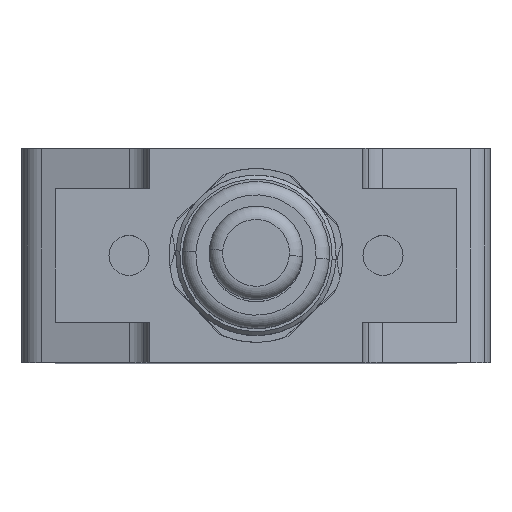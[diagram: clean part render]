
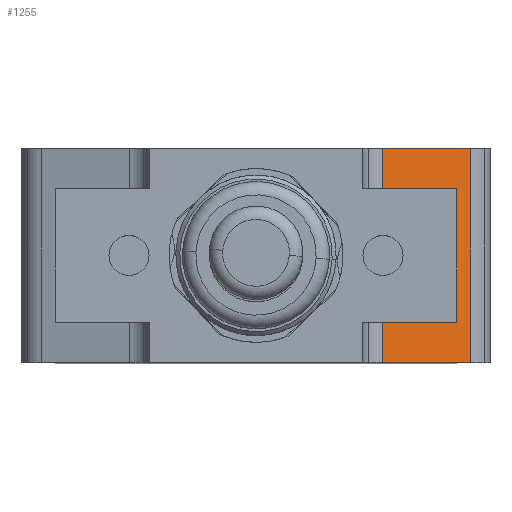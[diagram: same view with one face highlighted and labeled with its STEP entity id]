
A CAD part, top view. The second image highlights one B-rep face of the part: STEP entity #1255.
In plain terms, the highlighted planar face has unit normal (0.278, 0, 0.961).
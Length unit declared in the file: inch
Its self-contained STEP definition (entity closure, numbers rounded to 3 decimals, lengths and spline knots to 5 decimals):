
#190 = ORIENTED_EDGE ( 'NONE', *, *, #10838, .F. ) ;
#286 = VERTEX_POINT ( 'NONE', #386 ) ;
#386 = CARTESIAN_POINT ( 'NONE',  ( 0.37181, -0.62992, 0.25914 ) ) ;
#888 = DIRECTION ( 'NONE',  ( -0.961, 0., 0.278 ) ) ;
#1170 = ORIENTED_EDGE ( 'NONE', *, *, #5443, .F. ) ;
#1182 = VERTEX_POINT ( 'NONE', #8644 ) ;
#1255 = ADVANCED_FACE ( 'NONE', ( #4923 ), #7054, .T. ) ;
#1297 = LINE ( 'NONE', #7606, #6501 ) ;
#1615 = EDGE_CURVE ( 'NONE', #9941, #10763, #7414, .T. ) ;
#1881 = LINE ( 'NONE', #2324, #4555 ) ;
#2190 = VECTOR ( 'NONE', #12185, 39.37008 ) ;
#2316 = ORIENTED_EDGE ( 'NONE', *, *, #7383, .T. ) ;
#2324 = CARTESIAN_POINT ( 'NONE',  ( 0.59055, -0.11811, 0.19581 ) ) ;
#2851 = DIRECTION ( 'NONE',  ( 0., -1., 0. ) ) ;
#3010 = ORIENTED_EDGE ( 'NONE', *, *, #10995, .F. ) ;
#3383 = EDGE_CURVE ( 'NONE', #6517, #9941, #1881, .T. ) ;
#3434 = LINE ( 'NONE', #9268, #8798 ) ;
#3733 = CARTESIAN_POINT ( 'NONE',  ( 0.37181, -0.62992, 0.25914 ) ) ;
#3788 = VECTOR ( 'NONE', #888, 39.37008 ) ;
#3966 = AXIS2_PLACEMENT_3D ( 'NONE', #5065, #4078, #9797 ) ;
#4054 = EDGE_LOOP ( 'NONE', ( #11671, #11769, #2316, #10345, #6718, #1170, #190, #3010 ) ) ;
#4078 = DIRECTION ( 'NONE',  ( 0.278, 0., 0.961 ) ) ;
#4178 = DIRECTION ( 'NONE',  ( -0.961, 0., 0.278 ) ) ;
#4254 = CARTESIAN_POINT ( 'NONE',  ( 0.59055, -0.51181, 0.19581 ) ) ;
#4541 = EDGE_CURVE ( 'NONE', #6720, #11342, #8984, .T. ) ;
#4555 = VECTOR ( 'NONE', #4178, 39.37008 ) ;
#4588 = CARTESIAN_POINT ( 'NONE',  ( 0.37181, 0., 0.25914 ) ) ;
#4750 = VECTOR ( 'NONE', #7404, 39.37008 ) ;
#4923 = FACE_OUTER_BOUND ( 'NONE', #4054, .T. ) ;
#4935 = VECTOR ( 'NONE', #2851, 39.37008 ) ;
#5065 = CARTESIAN_POINT ( 'NONE',  ( 0.50197, 0., 0.22146 ) ) ;
#5316 = LINE ( 'NONE', #5378, #2190 ) ;
#5317 = DIRECTION ( 'NONE',  ( -0.961, 0., 0.278 ) ) ;
#5378 = CARTESIAN_POINT ( 'NONE',  ( 0.37181, 0., 0.25914 ) ) ;
#5443 = EDGE_CURVE ( 'NONE', #1182, #286, #3434, .T. ) ;
#6029 = CARTESIAN_POINT ( 'NONE',  ( 0.37181, -0.51181, 0.25914 ) ) ;
#6396 = VECTOR ( 'NONE', #9626, 39.37008 ) ;
#6501 = VECTOR ( 'NONE', #11440, 39.37008 ) ;
#6517 = VERTEX_POINT ( 'NONE', #10809 ) ;
#6667 = CARTESIAN_POINT ( 'NONE',  ( 0.59055, -0.11811, 0.19581 ) ) ;
#6718 = ORIENTED_EDGE ( 'NONE', *, *, #10347, .F. ) ;
#6720 = VERTEX_POINT ( 'NONE', #4254 ) ;
#6758 = CARTESIAN_POINT ( 'NONE',  ( 0.63213, 0., 0.18378 ) ) ;
#7054 = PLANE ( 'NONE',  #3966 ) ;
#7383 = EDGE_CURVE ( 'NONE', #6517, #6720, #7437, .T. ) ;
#7404 = DIRECTION ( 'NONE',  ( 0., 1., 0. ) ) ;
#7412 = VERTEX_POINT ( 'NONE', #6758 ) ;
#7414 = LINE ( 'NONE', #7817, #6396 ) ;
#7437 = LINE ( 'NONE', #6667, #4935 ) ;
#7606 = CARTESIAN_POINT ( 'NONE',  ( 0.63213, 0., 0.18378 ) ) ;
#7653 = CARTESIAN_POINT ( 'NONE',  ( 0.59055, -0.51181, 0.19581 ) ) ;
#7817 = CARTESIAN_POINT ( 'NONE',  ( 0.37181, -0.11811, 0.25914 ) ) ;
#8644 = CARTESIAN_POINT ( 'NONE',  ( 0.63213, -0.62992, 0.18378 ) ) ;
#8798 = VECTOR ( 'NONE', #5317, 39.37008 ) ;
#8984 = LINE ( 'NONE', #7653, #3788 ) ;
#9268 = CARTESIAN_POINT ( 'NONE',  ( 0.63213, -0.62992, 0.18378 ) ) ;
#9626 = DIRECTION ( 'NONE',  ( 0., 1., 0. ) ) ;
#9797 = DIRECTION ( 'NONE',  ( 0.961, 0., -0.278 ) ) ;
#9941 = VERTEX_POINT ( 'NONE', #10652 ) ;
#10345 = ORIENTED_EDGE ( 'NONE', *, *, #4541, .T. ) ;
#10347 = EDGE_CURVE ( 'NONE', #286, #11342, #11432, .T. ) ;
#10652 = CARTESIAN_POINT ( 'NONE',  ( 0.37181, -0.11811, 0.25914 ) ) ;
#10763 = VERTEX_POINT ( 'NONE', #4588 ) ;
#10809 = CARTESIAN_POINT ( 'NONE',  ( 0.59055, -0.11811, 0.19581 ) ) ;
#10838 = EDGE_CURVE ( 'NONE', #7412, #1182, #1297, .T. ) ;
#10995 = EDGE_CURVE ( 'NONE', #10763, #7412, #5316, .T. ) ;
#11342 = VERTEX_POINT ( 'NONE', #6029 ) ;
#11432 = LINE ( 'NONE', #3733, #4750 ) ;
#11440 = DIRECTION ( 'NONE',  ( 0., -1., 0. ) ) ;
#11671 = ORIENTED_EDGE ( 'NONE', *, *, #1615, .F. ) ;
#11769 = ORIENTED_EDGE ( 'NONE', *, *, #3383, .F. ) ;
#12185 = DIRECTION ( 'NONE',  ( 0.961, 0., -0.278 ) ) ;
